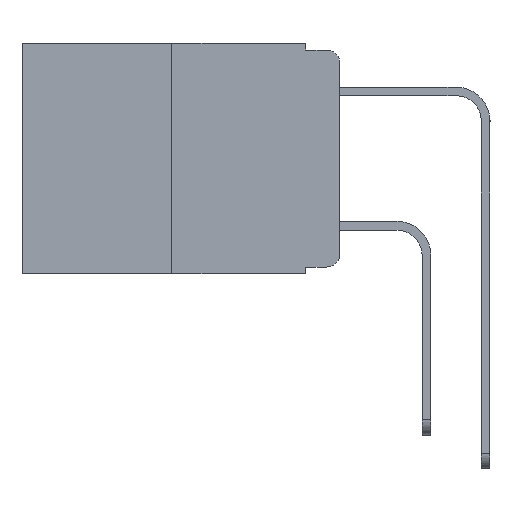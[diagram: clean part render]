
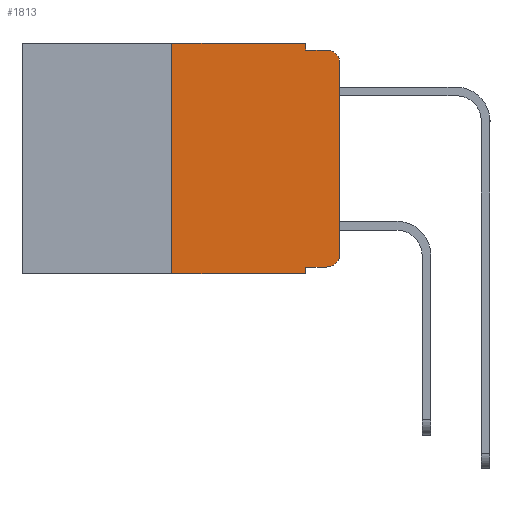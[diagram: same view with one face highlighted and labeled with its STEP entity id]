
A CAD part, left-side view. The second image highlights one B-rep face of the part: STEP entity #1813.
In plain terms, the highlighted planar face has unit normal (-1, 0, 0).
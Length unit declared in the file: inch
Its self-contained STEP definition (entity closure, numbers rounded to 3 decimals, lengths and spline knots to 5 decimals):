
#38 = VERTEX_POINT ( 'NONE', #7940 ) ;
#133 = EDGE_CURVE ( 'NONE', #6792, #598, #18115, .T. ) ;
#313 = VECTOR ( 'NONE', #1843, 39.37008 ) ;
#598 = VERTEX_POINT ( 'NONE', #2491 ) ;
#637 = LINE ( 'NONE', #12240, #9346 ) ;
#658 = LINE ( 'NONE', #18581, #17977 ) ;
#818 = VERTEX_POINT ( 'NONE', #17175 ) ;
#859 = LINE ( 'NONE', #6834, #16394 ) ;
#890 = VERTEX_POINT ( 'NONE', #16441 ) ;
#1205 = VECTOR ( 'NONE', #8901, 39.37008 ) ;
#1813 = ADVANCED_FACE ( 'NONE', ( #1849 ), #16058, .F. ) ;
#1843 = DIRECTION ( 'NONE',  ( 0., -1., 0. ) ) ;
#1849 = FACE_OUTER_BOUND ( 'NONE', #20648, .T. ) ;
#2083 = EDGE_CURVE ( 'NONE', #818, #13915, #5146, .T. ) ;
#2154 = ORIENTED_EDGE ( 'NONE', *, *, #21307, .F. ) ;
#2491 = CARTESIAN_POINT ( 'NONE',  ( 0., 0., -0.313 ) ) ;
#2595 = VECTOR ( 'NONE', #19445, 39.37008 ) ;
#2760 = LINE ( 'NONE', #4976, #19837 ) ;
#2945 = CARTESIAN_POINT ( 'NONE',  ( 0., 0.051, -0.333 ) ) ;
#3283 = EDGE_CURVE ( 'NONE', #598, #818, #658, .T. ) ;
#4606 = ORIENTED_EDGE ( 'NONE', *, *, #15974, .F. ) ;
#4899 = DIRECTION ( 'NONE',  ( 0., -1., 0. ) ) ;
#4976 = CARTESIAN_POINT ( 'NONE',  ( 0., 0.473, 0. ) ) ;
#5146 = CIRCLE ( 'NONE', #15136, 0.02 ) ;
#5150 = ORIENTED_EDGE ( 'NONE', *, *, #14782, .T. ) ;
#5271 = CARTESIAN_POINT ( 'NONE',  ( 0., 0.25, 0. ) ) ;
#5344 = CARTESIAN_POINT ( 'NONE',  ( 0., 0.051, 0. ) ) ;
#5691 = ORIENTED_EDGE ( 'NONE', *, *, #6032, .F. ) ;
#5797 = CARTESIAN_POINT ( 'NONE',  ( 0., 0.02, -0.333 ) ) ;
#6032 = EDGE_CURVE ( 'NONE', #18331, #38, #10283, .T. ) ;
#6519 = CARTESIAN_POINT ( 'NONE',  ( 0., 0.473, 0. ) ) ;
#6705 = AXIS2_PLACEMENT_3D ( 'NONE', #6519, #16065, #16213 ) ;
#6792 = VERTEX_POINT ( 'NONE', #5797 ) ;
#6834 = CARTESIAN_POINT ( 'NONE',  ( 0., 0.25, 0. ) ) ;
#7191 = LINE ( 'NONE', #17838, #2595 ) ;
#7218 = CARTESIAN_POINT ( 'NONE',  ( 0., 0.051, -0.01 ) ) ;
#7310 = ORIENTED_EDGE ( 'NONE', *, *, #20243, .F. ) ;
#7671 = VERTEX_POINT ( 'NONE', #5271 ) ;
#7940 = CARTESIAN_POINT ( 'NONE',  ( 0., 0.051, -0.343 ) ) ;
#8332 = EDGE_CURVE ( 'NONE', #18331, #6792, #10369, .T. ) ;
#8901 = DIRECTION ( 'NONE',  ( 0., -1., 0. ) ) ;
#8922 = DIRECTION ( 'NONE',  ( 0., 0., -1. ) ) ;
#8948 = VERTEX_POINT ( 'NONE', #7218 ) ;
#9262 = VECTOR ( 'NONE', #18789, 39.37008 ) ;
#9346 = VECTOR ( 'NONE', #8922, 39.37008 ) ;
#10217 = ORIENTED_EDGE ( 'NONE', *, *, #3283, .T. ) ;
#10283 = LINE ( 'NONE', #16829, #9262 ) ;
#10369 = LINE ( 'NONE', #18686, #1205 ) ;
#11882 = DIRECTION ( 'NONE',  ( 0., 0., -1. ) ) ;
#12199 = DIRECTION ( 'NONE',  ( 0., 0., -1. ) ) ;
#12240 = CARTESIAN_POINT ( 'NONE',  ( 0., 0.051, 0. ) ) ;
#12304 = CARTESIAN_POINT ( 'NONE',  ( 0., 0.02, -0.313 ) ) ;
#12312 = DIRECTION ( 'NONE',  ( -1., 0., 0. ) ) ;
#13915 = VERTEX_POINT ( 'NONE', #16322 ) ;
#14052 = AXIS2_PLACEMENT_3D ( 'NONE', #12304, #12312, #12199 ) ;
#14531 = ORIENTED_EDGE ( 'NONE', *, *, #2083, .T. ) ;
#14782 = EDGE_CURVE ( 'NONE', #890, #38, #14899, .T. ) ;
#14899 = LINE ( 'NONE', #20036, #313 ) ;
#15010 = ORIENTED_EDGE ( 'NONE', *, *, #8332, .T. ) ;
#15136 = AXIS2_PLACEMENT_3D ( 'NONE', #15965, #16697, #11882 ) ;
#15965 = CARTESIAN_POINT ( 'NONE',  ( 0., 0.02, -0.03 ) ) ;
#15974 = EDGE_CURVE ( 'NONE', #890, #7671, #859, .T. ) ;
#16058 = PLANE ( 'NONE',  #6705 ) ;
#16065 = DIRECTION ( 'NONE',  ( 1., 0., 0. ) ) ;
#16213 = DIRECTION ( 'NONE',  ( 0., 0., -1. ) ) ;
#16322 = CARTESIAN_POINT ( 'NONE',  ( 0., 0.02, -0.01 ) ) ;
#16394 = VECTOR ( 'NONE', #16673, 39.37008 ) ;
#16441 = CARTESIAN_POINT ( 'NONE',  ( 0., 0.25, -0.343 ) ) ;
#16673 = DIRECTION ( 'NONE',  ( 0., 0., 1. ) ) ;
#16697 = DIRECTION ( 'NONE',  ( -1., 0., 0. ) ) ;
#16829 = CARTESIAN_POINT ( 'NONE',  ( 0., 0.051, 0. ) ) ;
#17104 = EDGE_CURVE ( 'NONE', #7671, #20146, #2760, .T. ) ;
#17175 = CARTESIAN_POINT ( 'NONE',  ( 0., 0., -0.03 ) ) ;
#17838 = CARTESIAN_POINT ( 'NONE',  ( 0., 0.051, -0.01 ) ) ;
#17977 = VECTOR ( 'NONE', #18550, 39.37008 ) ;
#18115 = CIRCLE ( 'NONE', #14052, 0.02 ) ;
#18331 = VERTEX_POINT ( 'NONE', #2945 ) ;
#18550 = DIRECTION ( 'NONE',  ( 0., 0., 1. ) ) ;
#18581 = CARTESIAN_POINT ( 'NONE',  ( 0., 0., 0. ) ) ;
#18686 = CARTESIAN_POINT ( 'NONE',  ( 0., 0.051, -0.333 ) ) ;
#18789 = DIRECTION ( 'NONE',  ( 0., 0., -1. ) ) ;
#19291 = ORIENTED_EDGE ( 'NONE', *, *, #133, .T. ) ;
#19445 = DIRECTION ( 'NONE',  ( 0., -1., 0. ) ) ;
#19837 = VECTOR ( 'NONE', #4899, 39.37008 ) ;
#20036 = CARTESIAN_POINT ( 'NONE',  ( 0., 0.473, -0.343 ) ) ;
#20146 = VERTEX_POINT ( 'NONE', #5344 ) ;
#20243 = EDGE_CURVE ( 'NONE', #20146, #8948, #637, .T. ) ;
#20648 = EDGE_LOOP ( 'NONE', ( #10217, #14531, #2154, #7310, #20984, #4606, #5150, #5691, #15010, #19291 ) ) ;
#20984 = ORIENTED_EDGE ( 'NONE', *, *, #17104, .F. ) ;
#21307 = EDGE_CURVE ( 'NONE', #8948, #13915, #7191, .T. ) ;
